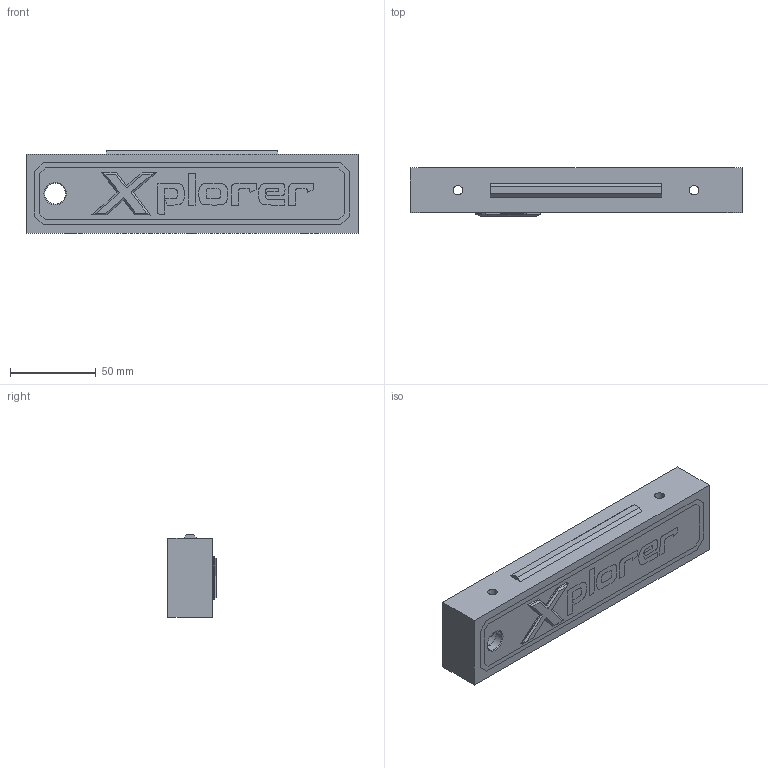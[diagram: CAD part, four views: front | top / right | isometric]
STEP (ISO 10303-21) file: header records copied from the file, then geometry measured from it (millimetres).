
FILE_DESCRIPTION(/* description */ (''),/* implementation_level */ '2;1');
FILE_NAME(/* name */ '02_20__XP__Skirt_Base_Xplorer___V3.0.step',/* time_stamp */ '2025-04-03T11:32:52+02:00',/* author */ (''),/* organization */ (''),/* preprocessor_version */ 'ST-DEVELOPER v20.1',/* originating_system */ 'Autodesk Translation Framework v14.4.0.0',/* authorisation */ '');
FILE_SCHEMA (('AUTOMOTIVE_DESIGN { 1 0 10303 214 3 1 1 }'));
Length unit declared in the file: millimetre
Products named in the file (1): 02_20__XP__Skirt_Base_Xplorer___V3.0
Bounding box: 193.3 x 28.1 x 48 mm (x, y, z)
Volume: 115762.6 mm3; surface area: 50575.7 mm2
Topology: 9 solids, 9 shells, 396 faces, 1054 edges, 696 vertices
Faces by surface type: plane 232, bspline 143, cylinder 19, cone 2
Full cylindrical faces by diameter (mm): 4.3 x1, 5.5 x2, 10 x2, 12.1 x1
Entity records: 14370 total; most frequent: CARTESIAN_POINT 5760, ORIENTED_EDGE 2108, DIRECTION 1307, EDGE_CURVE 1054, LINE 725, VECTOR 725, VERTEX_POINT 696, EDGE_LOOP 440
